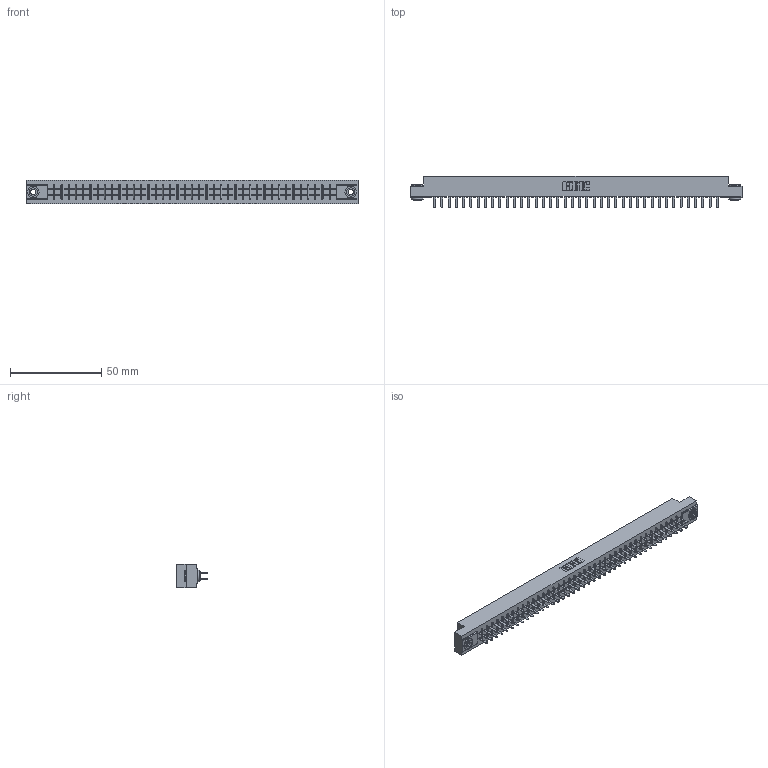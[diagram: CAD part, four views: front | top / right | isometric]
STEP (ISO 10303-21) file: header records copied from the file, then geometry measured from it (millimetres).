
FILE_DESCRIPTION (( 'STEP AP203' ), '1' );
FILE_NAME ('355-080-520-203.STEP', '2019-09-13T14:25:00', ( '' ), ( '' ), 'SwSTEP 2.0', 'SolidWorks 2016', '' );
FILE_SCHEMA (( 'CONFIG_CONTROL_DESIGN' ));
Length unit declared in the file: inch
Products named in the file (4): 305 Part_.156 Dia; 355-080-520-203; 305-290-001_520; 345-250-002_345-250-002-102
Assembly tree (83 placements, depth 2):
  355-080-520-203
    305 Part_.156 Dia
    305-290-001_520  x80
    345-250-002_345-250-002-102  x2
Bounding box: 181.51 x 17.09 x 12.7 mm (x, y, z)
Volume: 18911.9 mm3; surface area: 24339.2 mm2
Topology: 83 solids, 83 shells, 3848 faces, 10948 edges, 7080 vertices
Faces by surface type: plane 2252, cylinder 1428, sphere 160, cone 8
Entity records: 44498 total; most frequent: CARTESIAN_POINT 7343, ORIENTED_EDGE 7280, DIRECTION 7120, EDGE_CURVE 3640, LINE 2934, VECTOR 2934, VERTEX_POINT 2316, AXIS2_PLACEMENT_3D 2093
